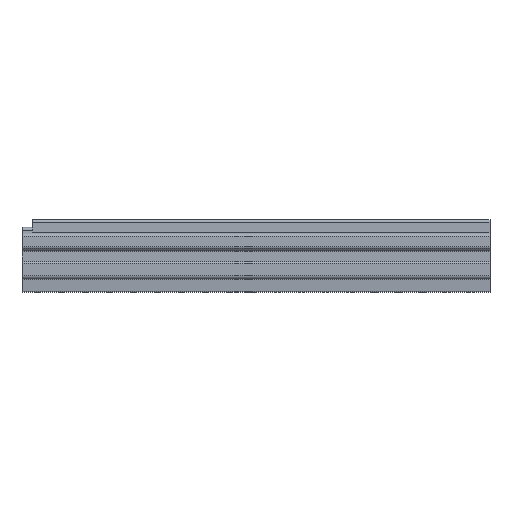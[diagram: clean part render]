
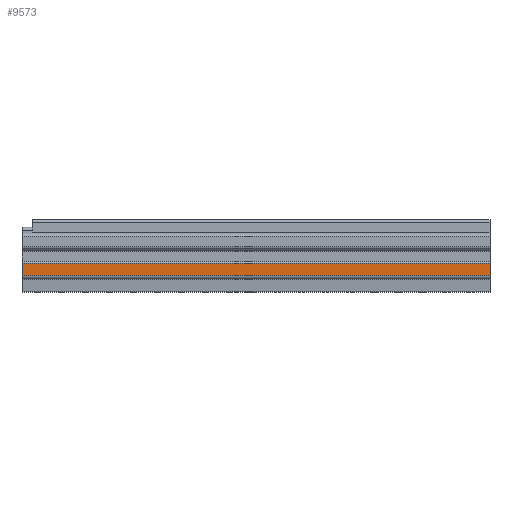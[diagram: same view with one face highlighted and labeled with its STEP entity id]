
A CAD part, left-side view. The second image highlights one B-rep face of the part: STEP entity #9573.
In plain terms, the highlighted planar face has unit normal (-1, 0, 0).
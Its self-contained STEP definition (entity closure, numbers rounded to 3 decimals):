
#438=DIRECTION('',(0.,1.,0.));
#439=VECTOR('',#438,68.);
#440=CARTESIAN_POINT('',(-6.25,-66.5,-1.057));
#441=LINE('',#440,#439);
#442=DIRECTION('',(0.,1.,0.));
#443=VECTOR('',#442,68.);
#444=CARTESIAN_POINT('',(-6.25,-66.5,-2.85));
#445=LINE('',#444,#443);
#4028=DIRECTION('',(0.,0.,1.));
#4029=VECTOR('',#4028,1.793);
#4030=CARTESIAN_POINT('',(-6.25,-66.5,-2.85));
#4031=LINE('',#4030,#4029);
#5620=DIRECTION('',(0.,0.,1.));
#5621=VECTOR('',#5620,1.793);
#5622=CARTESIAN_POINT('',(-6.25,1.5,-2.85));
#5623=LINE('',#5622,#5621);
#7175=CARTESIAN_POINT('',(-6.25,-66.5,-2.85));
#7176=VERTEX_POINT('',#7175);
#7177=CARTESIAN_POINT('',(-6.25,-66.5,-1.057));
#7178=VERTEX_POINT('',#7177);
#9137=CARTESIAN_POINT('',(-6.25,1.5,-2.85));
#9138=VERTEX_POINT('',#9137);
#9139=CARTESIAN_POINT('',(-6.25,1.5,-1.057));
#9140=VERTEX_POINT('',#9139);
#9559=CARTESIAN_POINT('',(-6.25,0.,-2.85));
#9560=DIRECTION('',(-1.,0.,0.));
#9561=DIRECTION('',(0.,0.,1.));
#9562=AXIS2_PLACEMENT_3D('',#9559,#9560,#9561);
#9563=PLANE('',#9562);
#9565=ORIENTED_EDGE('',*,*,#9564,.T.);
#9567=ORIENTED_EDGE('',*,*,#9566,.T.);
#9568=ORIENTED_EDGE('',*,*,#9549,.F.);
#9570=ORIENTED_EDGE('',*,*,#9569,.F.);
#9571=EDGE_LOOP('',(#9565,#9567,#9568,#9570));
#9572=FACE_OUTER_BOUND('',#9571,.F.);
#9573=ADVANCED_FACE('',(#9572),#9563,.T.);
#9549=EDGE_CURVE('',#7178,#9140,#441,.T.);
#9564=EDGE_CURVE('',#7176,#9138,#445,.T.);
#9566=EDGE_CURVE('',#9138,#9140,#5623,.T.);
#9569=EDGE_CURVE('',#7176,#7178,#4031,.T.);
